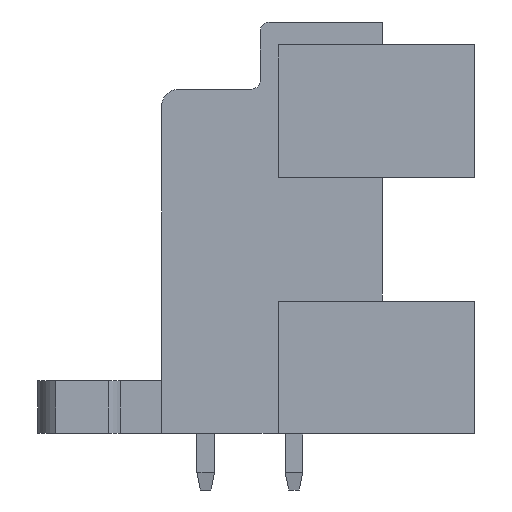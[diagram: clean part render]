
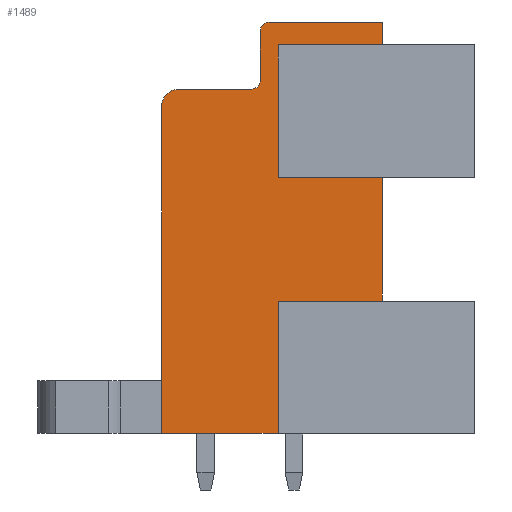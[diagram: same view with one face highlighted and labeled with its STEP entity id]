
A CAD part, left-side view. The second image highlights one B-rep face of the part: STEP entity #1489.
In plain terms, the highlighted planar face has unit normal (-1, 0, 0).
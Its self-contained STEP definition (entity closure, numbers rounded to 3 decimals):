
#105=AXIS2_PLACEMENT_3D('Plane Axis2P3D',#102,#103,#104) ;
#1226=AXIS2_PLACEMENT_3D('Circle Axis2P3D',#1224,#1225,$) ;
#1274=AXIS2_PLACEMENT_3D('Circle Axis2P3D',#1272,#1273,$) ;
#1322=AXIS2_PLACEMENT_3D('Circle Axis2P3D',#1320,#1321,$) ;
#36=CARTESIAN_POINT('Line Origine',(0.7,11.1,6.95)) ;
#40=CARTESIAN_POINT('Vertex',(0.7,11.1,10.7)) ;
#42=CARTESIAN_POINT('Vertex',(0.7,11.1,3.2)) ;
#102=CARTESIAN_POINT('Axis2P3D Location',(0.7,0.,0.)) ;
#142=CARTESIAN_POINT('Line Origine',(0.7,11.1,21.45)) ;
#146=CARTESIAN_POINT('Vertex',(0.7,11.1,25.2)) ;
#148=CARTESIAN_POINT('Vertex',(0.7,11.1,17.7)) ;
#760=CARTESIAN_POINT('Vertex',(0.7,5.2,17.7)) ;
#763=CARTESIAN_POINT('Line Origine',(0.7,5.2,14.2)) ;
#767=CARTESIAN_POINT('Vertex',(0.7,5.2,10.7)) ;
#1166=CARTESIAN_POINT('Vertex',(0.7,5.2,26.5)) ;
#1169=CARTESIAN_POINT('Line Origine',(0.7,5.2,25.85)) ;
#1173=CARTESIAN_POINT('Vertex',(0.7,5.2,25.2)) ;
#1197=CARTESIAN_POINT('Vertex',(0.7,11.6,26.5)) ;
#1200=CARTESIAN_POINT('Line Origine',(0.7,8.4,26.5)) ;
#1221=CARTESIAN_POINT('Vertex',(0.7,12.1,26.)) ;
#1224=CARTESIAN_POINT('Axis2P3D Location',(0.7,11.6,26.)) ;
#1245=CARTESIAN_POINT('Vertex',(0.7,12.1,23.2)) ;
#1248=CARTESIAN_POINT('Line Origine',(0.7,12.1,24.6)) ;
#1269=CARTESIAN_POINT('Vertex',(0.7,12.6,22.7)) ;
#1272=CARTESIAN_POINT('Axis2P3D Location',(0.7,12.6,23.2)) ;
#1293=CARTESIAN_POINT('Vertex',(0.7,16.7,22.7)) ;
#1296=CARTESIAN_POINT('Line Origine',(0.7,14.65,22.7)) ;
#1317=CARTESIAN_POINT('Vertex',(0.7,17.7,21.7)) ;
#1320=CARTESIAN_POINT('Axis2P3D Location',(0.7,16.7,21.7)) ;
#1399=CARTESIAN_POINT('Vertex',(0.7,17.7,3.2)) ;
#1402=CARTESIAN_POINT('Line Origine',(0.7,17.7,12.45)) ;
#1452=CARTESIAN_POINT('Line Origine',(0.7,8.15,17.7)) ;
#1457=CARTESIAN_POINT('Line Origine',(0.7,8.15,25.2)) ;
#1462=CARTESIAN_POINT('Line Origine',(0.7,14.4,3.2)) ;
#1467=CARTESIAN_POINT('Line Origine',(0.7,8.15,10.7)) ;
#37=DIRECTION('Vector Direction',(0.,0.,1.)) ;
#103=DIRECTION('Axis2P3D Direction',(-1.,0.,0.)) ;
#104=DIRECTION('Axis2P3D XDirection',(0.,-1.,0.)) ;
#143=DIRECTION('Vector Direction',(0.,0.,1.)) ;
#764=DIRECTION('Vector Direction',(0.,0.,-1.)) ;
#1170=DIRECTION('Vector Direction',(0.,0.,-1.)) ;
#1201=DIRECTION('Vector Direction',(0.,-1.,0.)) ;
#1225=DIRECTION('Axis2P3D Direction',(-1.,0.,0.)) ;
#1249=DIRECTION('Vector Direction',(0.,0.,1.)) ;
#1273=DIRECTION('Axis2P3D Direction',(-1.,0.,0.)) ;
#1297=DIRECTION('Vector Direction',(0.,-1.,0.)) ;
#1321=DIRECTION('Axis2P3D Direction',(-1.,0.,0.)) ;
#1403=DIRECTION('Vector Direction',(0.,0.,1.)) ;
#1453=DIRECTION('Vector Direction',(0.,1.,0.)) ;
#1458=DIRECTION('Vector Direction',(0.,-1.,0.)) ;
#1463=DIRECTION('Vector Direction',(0.,1.,0.)) ;
#1468=DIRECTION('Vector Direction',(0.,-1.,0.)) ;
#38=VECTOR('Line Direction',#37,1.) ;
#144=VECTOR('Line Direction',#143,1.) ;
#765=VECTOR('Line Direction',#764,1.) ;
#1171=VECTOR('Line Direction',#1170,1.) ;
#1202=VECTOR('Line Direction',#1201,1.) ;
#1250=VECTOR('Line Direction',#1249,1.) ;
#1298=VECTOR('Line Direction',#1297,1.) ;
#1404=VECTOR('Line Direction',#1403,1.) ;
#1454=VECTOR('Line Direction',#1453,1.) ;
#1459=VECTOR('Line Direction',#1458,1.) ;
#1464=VECTOR('Line Direction',#1463,1.) ;
#1469=VECTOR('Line Direction',#1468,1.) ;
#1473=ORIENTED_EDGE('',*,*,#1456,.F.) ;
#1474=ORIENTED_EDGE('',*,*,#150,.F.) ;
#1475=ORIENTED_EDGE('',*,*,#1461,.F.) ;
#1476=ORIENTED_EDGE('',*,*,#1175,.T.) ;
#1477=ORIENTED_EDGE('',*,*,#1204,.T.) ;
#1478=ORIENTED_EDGE('',*,*,#1228,.T.) ;
#1479=ORIENTED_EDGE('',*,*,#1252,.T.) ;
#1480=ORIENTED_EDGE('',*,*,#1276,.T.) ;
#1481=ORIENTED_EDGE('',*,*,#1300,.T.) ;
#1482=ORIENTED_EDGE('',*,*,#1324,.T.) ;
#1483=ORIENTED_EDGE('',*,*,#1406,.T.) ;
#1484=ORIENTED_EDGE('',*,*,#1466,.T.) ;
#1485=ORIENTED_EDGE('',*,*,#44,.F.) ;
#1486=ORIENTED_EDGE('',*,*,#1471,.F.) ;
#1487=ORIENTED_EDGE('',*,*,#769,.T.) ;
#1489=ADVANCED_FACE('Housing',(#1488),#106,.T.) ;
#1227=CIRCLE('generated circle',#1226,0.5) ;
#1275=CIRCLE('generated circle',#1274,0.5) ;
#1323=CIRCLE('generated circle',#1322,1.) ;
#44=EDGE_CURVE('',#41,#43,#39,.F.) ;
#150=EDGE_CURVE('',#147,#149,#145,.F.) ;
#769=EDGE_CURVE('',#768,#761,#766,.F.) ;
#1175=EDGE_CURVE('',#1174,#1167,#1172,.F.) ;
#1204=EDGE_CURVE('',#1167,#1198,#1203,.F.) ;
#1228=EDGE_CURVE('',#1198,#1222,#1227,.T.) ;
#1252=EDGE_CURVE('',#1222,#1246,#1251,.F.) ;
#1276=EDGE_CURVE('',#1246,#1270,#1275,.F.) ;
#1300=EDGE_CURVE('',#1270,#1294,#1299,.F.) ;
#1324=EDGE_CURVE('',#1294,#1318,#1323,.T.) ;
#1406=EDGE_CURVE('',#1318,#1400,#1405,.F.) ;
#1456=EDGE_CURVE('',#149,#761,#1455,.F.) ;
#1461=EDGE_CURVE('',#1174,#147,#1460,.F.) ;
#1466=EDGE_CURVE('',#1400,#43,#1465,.F.) ;
#1471=EDGE_CURVE('',#768,#41,#1470,.F.) ;
#1472=EDGE_LOOP('',(#1473,#1474,#1475,#1476,#1477,#1478,#1479,#1480,#1481,#1482,#1483,#1484,#1485,#1486,#1487)) ;
#1488=FACE_OUTER_BOUND('',#1472,.T.) ;
#39=LINE('Line',#36,#38) ;
#145=LINE('Line',#142,#144) ;
#766=LINE('Line',#763,#765) ;
#1172=LINE('Line',#1169,#1171) ;
#1203=LINE('Line',#1200,#1202) ;
#1251=LINE('Line',#1248,#1250) ;
#1299=LINE('Line',#1296,#1298) ;
#1405=LINE('Line',#1402,#1404) ;
#1455=LINE('Line',#1452,#1454) ;
#1460=LINE('Line',#1457,#1459) ;
#1465=LINE('Line',#1462,#1464) ;
#1470=LINE('Line',#1467,#1469) ;
#106=PLANE('',#105) ;
#41=VERTEX_POINT('',#40) ;
#43=VERTEX_POINT('',#42) ;
#147=VERTEX_POINT('',#146) ;
#149=VERTEX_POINT('',#148) ;
#761=VERTEX_POINT('',#760) ;
#768=VERTEX_POINT('',#767) ;
#1167=VERTEX_POINT('',#1166) ;
#1174=VERTEX_POINT('',#1173) ;
#1198=VERTEX_POINT('',#1197) ;
#1222=VERTEX_POINT('',#1221) ;
#1246=VERTEX_POINT('',#1245) ;
#1270=VERTEX_POINT('',#1269) ;
#1294=VERTEX_POINT('',#1293) ;
#1318=VERTEX_POINT('',#1317) ;
#1400=VERTEX_POINT('',#1399) ;
